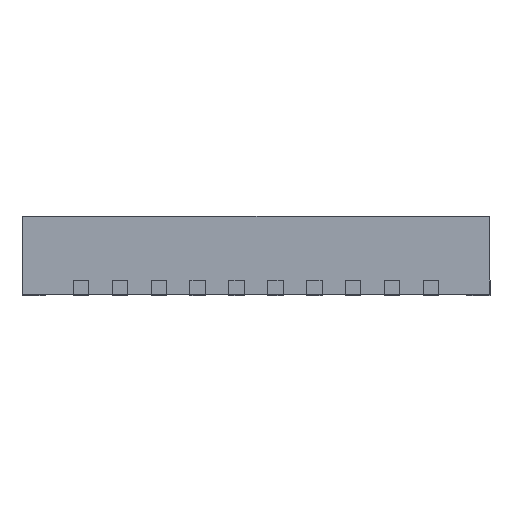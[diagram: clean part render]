
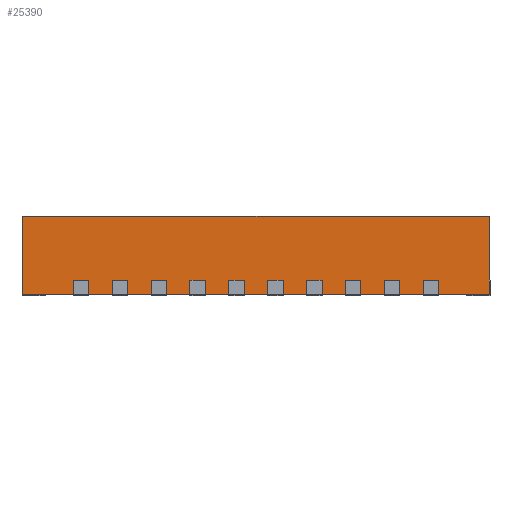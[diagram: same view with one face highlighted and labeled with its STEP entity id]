
A CAD part, left-side view. The second image highlights one B-rep face of the part: STEP entity #25390.
In plain terms, the highlighted planar face has unit normal (-1, 0, 0).
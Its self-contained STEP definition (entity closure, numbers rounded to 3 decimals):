
#435 = DIRECTION ( 'NONE',  ( 0., 0., -1. ) ) ;
#482 = LINE ( 'NONE', #631, #15659 ) ;
#631 = CARTESIAN_POINT ( 'NONE',  ( -3., -3., 1. ) ) ;
#1343 = DIRECTION ( 'NONE',  ( 1., 0., 0. ) ) ;
#2031 = LINE ( 'NONE', #8687, #22145 ) ;
#4812 = EDGE_CURVE ( 'NONE', #9099, #20072, #2031, .T. ) ;
#5000 = CARTESIAN_POINT ( 'NONE',  ( -3., -3., 0. ) ) ;
#6862 = CARTESIAN_POINT ( 'NONE',  ( -3., -3., 1. ) ) ;
#6873 = EDGE_LOOP ( 'NONE', ( #18608, #16221, #27383, #28567 ) ) ;
#6905 = DIRECTION ( 'NONE',  ( 0., -1., 0. ) ) ;
#7211 = LINE ( 'NONE', #9539, #13626 ) ;
#8687 = CARTESIAN_POINT ( 'NONE',  ( -3., -3., 1. ) ) ;
#8893 = PLANE ( 'NONE',  #25187 ) ;
#9099 = VERTEX_POINT ( 'NONE', #6862 ) ;
#9293 = DIRECTION ( 'NONE',  ( 0., 0., -1. ) ) ;
#9539 = CARTESIAN_POINT ( 'NONE',  ( -3., 3., 1. ) ) ;
#10771 = DIRECTION ( 'NONE',  ( 0., 0., -1. ) ) ;
#10934 = VERTEX_POINT ( 'NONE', #21756 ) ;
#11542 = EDGE_CURVE ( 'NONE', #10934, #20072, #18564, .T. ) ;
#11711 = EDGE_CURVE ( 'NONE', #29386, #10934, #7211, .T. ) ;
#12272 = EDGE_CURVE ( 'NONE', #29386, #9099, #482, .T. ) ;
#13626 = VECTOR ( 'NONE', #435, 1000. ) ;
#14216 = CARTESIAN_POINT ( 'NONE',  ( -3., -3., 0. ) ) ;
#15659 = VECTOR ( 'NONE', #17043, 1000. ) ;
#16221 = ORIENTED_EDGE ( 'NONE', *, *, #4812, .F. ) ;
#17043 = DIRECTION ( 'NONE',  ( 0., -1., 0. ) ) ;
#18564 = LINE ( 'NONE', #14216, #19066 ) ;
#18608 = ORIENTED_EDGE ( 'NONE', *, *, #11542, .T. ) ;
#19066 = VECTOR ( 'NONE', #6905, 1000. ) ;
#20072 = VERTEX_POINT ( 'NONE', #5000 ) ;
#20696 = FACE_OUTER_BOUND ( 'NONE', #6873, .T. ) ;
#21756 = CARTESIAN_POINT ( 'NONE',  ( -3., 3., 0. ) ) ;
#22145 = VECTOR ( 'NONE', #9293, 1000. ) ;
#24903 = CARTESIAN_POINT ( 'NONE',  ( -3., -3., 1. ) ) ;
#25187 = AXIS2_PLACEMENT_3D ( 'NONE', #24903, #1343, #10771 ) ;
#25390 = ADVANCED_FACE ( 'NONE', ( #20696 ), #8893, .F. ) ;
#27383 = ORIENTED_EDGE ( 'NONE', *, *, #12272, .F. ) ;
#28567 = ORIENTED_EDGE ( 'NONE', *, *, #11711, .T. ) ;
#29386 = VERTEX_POINT ( 'NONE', #29940 ) ;
#29940 = CARTESIAN_POINT ( 'NONE',  ( -3., 3., 1. ) ) ;
